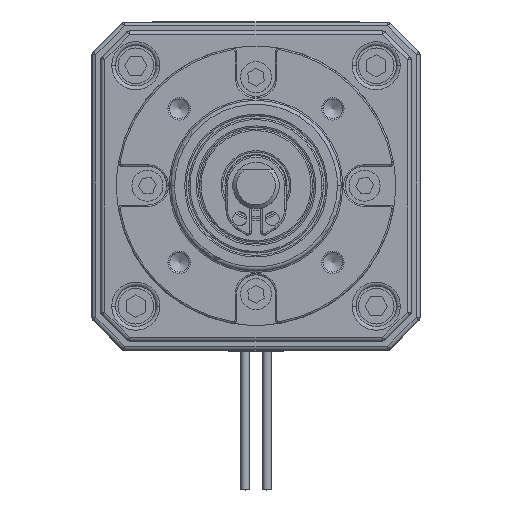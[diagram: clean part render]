
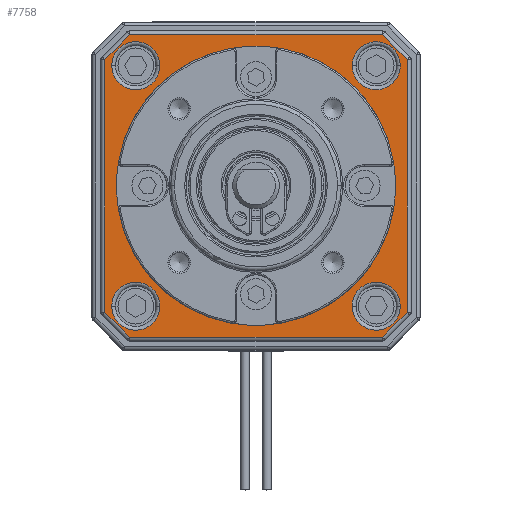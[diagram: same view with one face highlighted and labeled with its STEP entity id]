
A CAD part, top view. The second image highlights one B-rep face of the part: STEP entity #7758.
In plain terms, the highlighted planar face has unit normal (0, 0, 1).
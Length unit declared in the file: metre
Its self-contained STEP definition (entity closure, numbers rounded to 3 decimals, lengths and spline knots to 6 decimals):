
#56=ELLIPSE('',#9653,0.0031,0.0031);
#57=ELLIPSE('',#9692,0.0031,0.0031);
#528=CIRCLE('',#9643,0.0031);
#532=CIRCLE('',#9648,0.0031);
#539=CIRCLE('',#9658,0.0031);
#563=CIRCLE('',#9690,0.0031);
#564=CIRCLE('',#9691,0.0031);
#565=CIRCLE('',#9693,0.0031);
#566=CIRCLE('',#9694,0.018);
#1559=ORIENTED_EDGE('',*,*,#3450,.F.);
#1560=ORIENTED_EDGE('',*,*,#3414,.F.);
#1561=ORIENTED_EDGE('',*,*,#3451,.F.);
#1562=ORIENTED_EDGE('',*,*,#3418,.F.);
#1563=ORIENTED_EDGE('',*,*,#3452,.F.);
#1564=ORIENTED_EDGE('',*,*,#3422,.F.);
#1565=ORIENTED_EDGE('',*,*,#3453,.F.);
#1566=ORIENTED_EDGE('',*,*,#3426,.F.);
#1567=ORIENTED_EDGE('',*,*,#3454,.F.);
#1568=ORIENTED_EDGE('',*,*,#3455,.F.);
#1569=ORIENTED_EDGE('',*,*,#3456,.F.);
#1570=ORIENTED_EDGE('',*,*,#3457,.F.);
#1571=ORIENTED_EDGE('',*,*,#3458,.F.);
#1572=ORIENTED_EDGE('',*,*,#3459,.F.);
#1573=ORIENTED_EDGE('',*,*,#3460,.F.);
#1574=ORIENTED_EDGE('',*,*,#3461,.F.);
#1575=ORIENTED_EDGE('',*,*,#3462,.F.);
#3414=EDGE_CURVE('',#4369,#4371,#528,.T.);
#3418=EDGE_CURVE('',#4373,#4375,#532,.T.);
#3422=EDGE_CURVE('',#4377,#4379,#56,.T.);
#3426=EDGE_CURVE('',#4381,#4383,#539,.T.);
#3450=EDGE_CURVE('',#4371,#4369,#563,.T.);
#3451=EDGE_CURVE('',#4375,#4373,#564,.T.);
#3452=EDGE_CURVE('',#4379,#4377,#57,.T.);
#3453=EDGE_CURVE('',#4383,#4381,#565,.T.);
#3454=EDGE_CURVE('',#4391,#4394,#5012,.T.);
#3455=EDGE_CURVE('',#4388,#4391,#5013,.T.);
#3456=EDGE_CURVE('',#4387,#4388,#5014,.T.);
#3457=EDGE_CURVE('',#4405,#4387,#5015,.T.);
#3458=EDGE_CURVE('',#4406,#4405,#5016,.T.);
#3459=EDGE_CURVE('',#4402,#4406,#5017,.T.);
#3460=EDGE_CURVE('',#4398,#4402,#5018,.T.);
#3461=EDGE_CURVE('',#4394,#4398,#5019,.T.);
#3462=EDGE_CURVE('',#4407,#4407,#566,.T.);
#4369=VERTEX_POINT('',#13610);
#4371=VERTEX_POINT('',#13613);
#4373=VERTEX_POINT('',#13619);
#4375=VERTEX_POINT('',#13622);
#4377=VERTEX_POINT('',#13628);
#4379=VERTEX_POINT('',#13631);
#4381=VERTEX_POINT('',#13637);
#4383=VERTEX_POINT('',#13640);
#4387=VERTEX_POINT('',#13649);
#4388=VERTEX_POINT('',#13653);
#4391=VERTEX_POINT('',#13660);
#4394=VERTEX_POINT('',#13667);
#4398=VERTEX_POINT('',#13675);
#4402=VERTEX_POINT('',#13684);
#4405=VERTEX_POINT('',#13691);
#4406=VERTEX_POINT('',#13703);
#4407=VERTEX_POINT('',#13708);
#5012=LINE('',#13698,#5597);
#5013=LINE('',#13699,#5598);
#5014=LINE('',#13700,#5599);
#5015=LINE('',#13701,#5600);
#5016=LINE('',#13702,#5601);
#5017=LINE('',#13704,#5602);
#5018=LINE('',#13705,#5603);
#5019=LINE('',#13706,#5604);
#5597=VECTOR('',#11296,1.);
#5598=VECTOR('',#11297,1.);
#5599=VECTOR('',#11298,1.);
#5600=VECTOR('',#11299,1.);
#5601=VECTOR('',#11300,1.);
#5602=VECTOR('',#11301,1.);
#5603=VECTOR('',#11302,1.);
#5604=VECTOR('',#11303,1.);
#6163=EDGE_LOOP('',(#1559,#1560));
#6164=EDGE_LOOP('',(#1561,#1562));
#6165=EDGE_LOOP('',(#1563,#1564));
#6166=EDGE_LOOP('',(#1565,#1566));
#6167=EDGE_LOOP('',(#1567,#1568,#1569,#1570,#1571,#1572,#1573,#1574));
#6168=EDGE_LOOP('',(#1575));
#6748=FACE_BOUND('',#6163,.T.);
#6749=FACE_BOUND('',#6164,.T.);
#6750=FACE_BOUND('',#6165,.T.);
#6751=FACE_BOUND('',#6166,.T.);
#6752=FACE_BOUND('',#6167,.T.);
#6753=FACE_BOUND('',#6168,.T.);
#7233=PLANE('',#9689);
#7758=ADVANCED_FACE('',(#6748,#6749,#6750,#6751,#6752,#6753),#7233,.F.);
#9643=AXIS2_PLACEMENT_3D('',#13612,#11194,#11195);
#9648=AXIS2_PLACEMENT_3D('',#13621,#11204,#11205);
#9653=AXIS2_PLACEMENT_3D('',#13630,#11214,#11215);
#9658=AXIS2_PLACEMENT_3D('',#13639,#11224,#11225);
#9689=AXIS2_PLACEMENT_3D('',#13693,#11286,#11287);
#9690=AXIS2_PLACEMENT_3D('',#13694,#11288,#11289);
#9691=AXIS2_PLACEMENT_3D('',#13695,#11290,#11291);
#9692=AXIS2_PLACEMENT_3D('',#13696,#11292,#11293);
#9693=AXIS2_PLACEMENT_3D('',#13697,#11294,#11295);
#9694=AXIS2_PLACEMENT_3D('',#13707,#11304,#11305);
#11194=DIRECTION('',(0.,0.,1.));
#11195=DIRECTION('',(1.,0.,0.));
#11204=DIRECTION('',(0.,0.,1.));
#11205=DIRECTION('',(1.,0.,0.));
#11214=DIRECTION('',(0.,0.,1.));
#11215=DIRECTION('',(-0.186,-0.982,0.));
#11224=DIRECTION('',(0.,0.,1.));
#11225=DIRECTION('',(1.,0.,0.));
#11286=DIRECTION('',(0.,0.,-1.));
#11287=DIRECTION('',(-1.,0.,0.));
#11288=DIRECTION('',(0.,0.,1.));
#11289=DIRECTION('',(-1.,0.,0.));
#11290=DIRECTION('',(0.,0.,1.));
#11291=DIRECTION('',(-1.,0.,0.));
#11292=DIRECTION('',(0.,0.,1.));
#11293=DIRECTION('',(0.336,-0.942,0.));
#11294=DIRECTION('',(0.,0.,1.));
#11295=DIRECTION('',(-1.,0.,0.));
#11296=DIRECTION('',(-0.707,0.707,0.));
#11297=DIRECTION('',(-1.,0.,0.));
#11298=DIRECTION('',(-0.707,-0.707,0.));
#11299=DIRECTION('',(0.,-1.,0.));
#11300=DIRECTION('',(0.707,-0.707,0.));
#11301=DIRECTION('',(1.,0.,0.));
#11302=DIRECTION('',(0.707,0.707,0.));
#11303=DIRECTION('',(0.,1.,0.));
#11304=DIRECTION('',(0.,0.,1.));
#11305=DIRECTION('',(-1.,0.,0.));
#13610=CARTESIAN_POINT('',(-0.0124,0.0155,-0.0248));
#13612=CARTESIAN_POINT('',(-0.0155,0.0155,-0.0248));
#13613=CARTESIAN_POINT('',(-0.0186,0.0155,-0.0248));
#13619=CARTESIAN_POINT('',(-0.0124,-0.0155,-0.0248));
#13621=CARTESIAN_POINT('',(-0.0155,-0.0155,-0.0248));
#13622=CARTESIAN_POINT('',(-0.0186,-0.0155,-0.0248));
#13628=CARTESIAN_POINT('',(0.0186,0.0155,-0.0248));
#13630=CARTESIAN_POINT('',(0.0155,0.0155,-0.0248));
#13631=CARTESIAN_POINT('',(0.0124,0.0155,-0.0248));
#13637=CARTESIAN_POINT('',(0.0186,-0.0155,-0.0248));
#13639=CARTESIAN_POINT('',(0.0155,-0.0155,-0.0248));
#13640=CARTESIAN_POINT('',(0.0124,-0.0155,-0.0248));
#13649=CARTESIAN_POINT('',(0.0195,-0.016293,-0.0248));
#13653=CARTESIAN_POINT('',(0.016293,-0.0195,-0.0248));
#13660=CARTESIAN_POINT('',(-0.016293,-0.0195,-0.0248));
#13667=CARTESIAN_POINT('',(-0.0195,-0.016293,-0.0248));
#13675=CARTESIAN_POINT('',(-0.0195,0.016293,-0.0248));
#13684=CARTESIAN_POINT('',(-0.016293,0.0195,-0.0248));
#13691=CARTESIAN_POINT('',(0.0195,0.016293,-0.0248));
#13693=CARTESIAN_POINT('',(0.,0.,-0.0248));
#13694=CARTESIAN_POINT('',(-0.0155,0.0155,-0.0248));
#13695=CARTESIAN_POINT('',(-0.0155,-0.0155,-0.0248));
#13696=CARTESIAN_POINT('',(0.0155,0.0155,-0.0248));
#13697=CARTESIAN_POINT('',(0.0155,-0.0155,-0.0248));
#13698=CARTESIAN_POINT('',(-0.017896,-0.017896,-0.0248));
#13699=CARTESIAN_POINT('',(0.,-0.0195,-0.0248));
#13700=CARTESIAN_POINT('',(0.017896,-0.017896,-0.0248));
#13701=CARTESIAN_POINT('',(0.0195,0.,-0.0248));
#13702=CARTESIAN_POINT('',(0.017896,0.017896,-0.0248));
#13703=CARTESIAN_POINT('',(0.016293,0.0195,-0.0248));
#13704=CARTESIAN_POINT('',(0.,0.0195,-0.0248));
#13705=CARTESIAN_POINT('',(-0.017896,0.017896,-0.0248));
#13706=CARTESIAN_POINT('',(-0.0195,0.,-0.0248));
#13707=CARTESIAN_POINT('',(0.,0.,-0.0248));
#13708=CARTESIAN_POINT('',(-0.018,0.,-0.0248));
